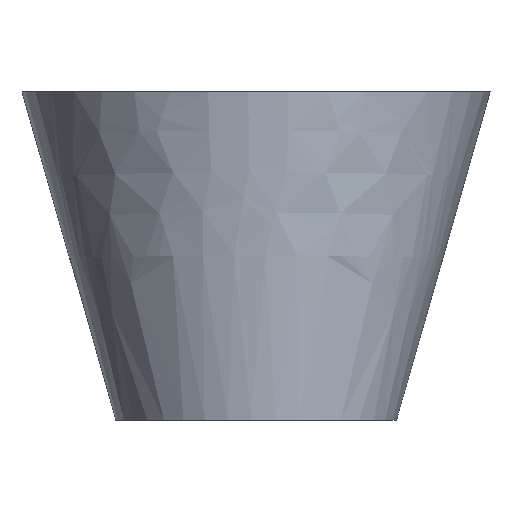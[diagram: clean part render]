
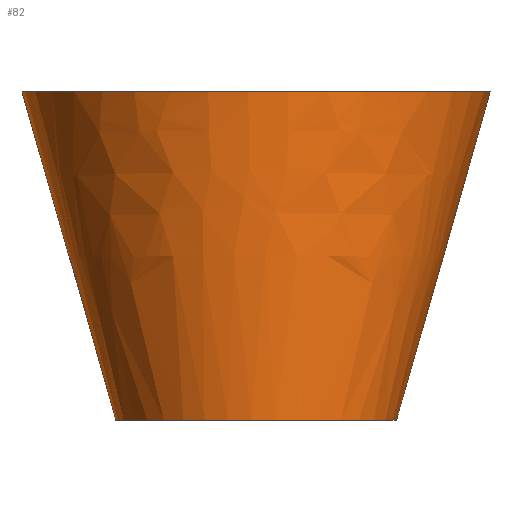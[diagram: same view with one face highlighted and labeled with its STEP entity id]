
A CAD part, front view. The second image highlights one B-rep face of the part: STEP entity #82.
In plain terms, the highlighted free-form (B-spline) face has degree [1, 2] with [2, 9] control points.
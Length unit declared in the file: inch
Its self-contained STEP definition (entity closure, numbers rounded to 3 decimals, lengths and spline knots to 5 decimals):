
#22=FACE_OUTER_BOUND('',#28,.T.);
#28=EDGE_LOOP('',(#71,#72,#73,#74,#75,#76));
#30=B_SPLINE_CURVE_WITH_KNOTS('',1,(#192,#193),.UNSPECIFIED.,.F.,.F.,(2,
2),(-1.51746,-0.01873),.UNSPECIFIED.);
#35=CIRCLE('',#108,3.);
#36=CIRCLE('',#109,3.);
#37=CIRCLE('',#111,5.);
#38=CIRCLE('',#112,5.);
#43=VERTEX_POINT('',#165);
#44=VERTEX_POINT('',#166);
#45=VERTEX_POINT('',#170);
#46=VERTEX_POINT('',#171);
#52=EDGE_CURVE('',#43,#44,#35,.T.);
#53=EDGE_CURVE('',#44,#43,#36,.T.);
#54=EDGE_CURVE('',#45,#46,#37,.T.);
#55=EDGE_CURVE('',#46,#45,#38,.T.);
#56=EDGE_CURVE('',#44,#46,#30,.T.);
#71=ORIENTED_EDGE('',*,*,#52,.T.);
#72=ORIENTED_EDGE('',*,*,#56,.T.);
#73=ORIENTED_EDGE('',*,*,#55,.T.);
#74=ORIENTED_EDGE('',*,*,#54,.T.);
#75=ORIENTED_EDGE('',*,*,#56,.F.);
#76=ORIENTED_EDGE('',*,*,#53,.T.);
#78=(
BOUNDED_SURFACE()
B_SPLINE_SURFACE(1,2,((#174,#175,#176,#177,#178,#179,#180,#181,#182),(#183,
#184,#185,#186,#187,#188,#189,#190,#191)),.UNSPECIFIED.,.F.,.T.,.F.)
B_SPLINE_SURFACE_WITH_KNOTS((2,2),(3,2,2,2,3),(-0.26906,1.66862),
(-3.14159,-1.5708,0.,1.5708,3.14159),
 .UNSPECIFIED.)
GEOMETRIC_REPRESENTATION_ITEM()
RATIONAL_B_SPLINE_SURFACE(((1.,0.707,1.,0.707,1.,
0.707,1.,0.707,1.),(1.,0.707,1.,0.707,
1.,0.707,1.,0.707,1.)))
REPRESENTATION_ITEM('')
SURFACE()
);
#82=ADVANCED_FACE('',(#22),#78,.F.);
#108=AXIS2_PLACEMENT_3D('',#167,#125,#126);
#109=AXIS2_PLACEMENT_3D('',#168,#127,#128);
#111=AXIS2_PLACEMENT_3D('',#172,#131,#132);
#112=AXIS2_PLACEMENT_3D('',#173,#133,#134);
#125=DIRECTION('center_axis',(0.,0.,1.));
#126=DIRECTION('ref_axis',(-1.,0.,0.));
#127=DIRECTION('center_axis',(0.,0.,1.));
#128=DIRECTION('ref_axis',(-1.,0.,0.));
#131=DIRECTION('center_axis',(0.,0.,-1.));
#132=DIRECTION('ref_axis',(-1.,0.,0.));
#133=DIRECTION('center_axis',(0.,0.,-1.));
#134=DIRECTION('ref_axis',(-1.,0.,0.));
#165=CARTESIAN_POINT('',(-3.,-2.,-7.));
#166=CARTESIAN_POINT('',(2.99253,-2.21157,-7.));
#167=CARTESIAN_POINT('Origin',(0.,-2.,-7.));
#168=CARTESIAN_POINT('Origin',(0.,-2.,-7.));
#170=CARTESIAN_POINT('',(-5.,0.,0.));
#171=CARTESIAN_POINT('',(4.98755,-0.35262,0.));
#172=CARTESIAN_POINT('Origin',(0.,0.,0.));
#173=CARTESIAN_POINT('Origin',(0.,0.,0.));
#174=CARTESIAN_POINT('Ctrl Pts',(5.37063,0.00433,1.34413));
#175=CARTESIAN_POINT('Ctrl Pts',(5.37063,-5.,2.67311));
#176=CARTESIAN_POINT('Ctrl Pts',(0.,-5.,
2.67311));
#177=CARTESIAN_POINT('Ctrl Pts',(-5.37063,-5.,2.67311));
#178=CARTESIAN_POINT('Ctrl Pts',(-5.37063,0.00433,
1.34413));
#179=CARTESIAN_POINT('Ctrl Pts',(-5.37063,5.00866,0.01516));
#180=CARTESIAN_POINT('Ctrl Pts',(0.,5.00866,
0.01516));
#181=CARTESIAN_POINT('Ctrl Pts',(5.37063,5.00866,0.01516));
#182=CARTESIAN_POINT('Ctrl Pts',(5.37063,0.00433,1.34413));
#183=CARTESIAN_POINT('Ctrl Pts',(2.79132,-2.39906,-7.70598));
#184=CARTESIAN_POINT('Ctrl Pts',(2.79132,-5.,-7.01526));
#185=CARTESIAN_POINT('Ctrl Pts',(0.,-5.,-7.01526));
#186=CARTESIAN_POINT('Ctrl Pts',(-2.79132,-5.,-7.01526));
#187=CARTESIAN_POINT('Ctrl Pts',(-2.79132,-2.39906,-7.70598));
#188=CARTESIAN_POINT('Ctrl Pts',(-2.79132,0.20189,-8.3967));
#189=CARTESIAN_POINT('Ctrl Pts',(0.,0.20189,
-8.3967));
#190=CARTESIAN_POINT('Ctrl Pts',(2.79132,0.20189,-8.3967));
#191=CARTESIAN_POINT('Ctrl Pts',(2.79132,-2.39906,-7.70598));
#192=CARTESIAN_POINT('Ctrl Pts',(2.99253,-2.21157,-7.));
#193=CARTESIAN_POINT('Ctrl Pts',(4.98755,-0.35262,0.));
